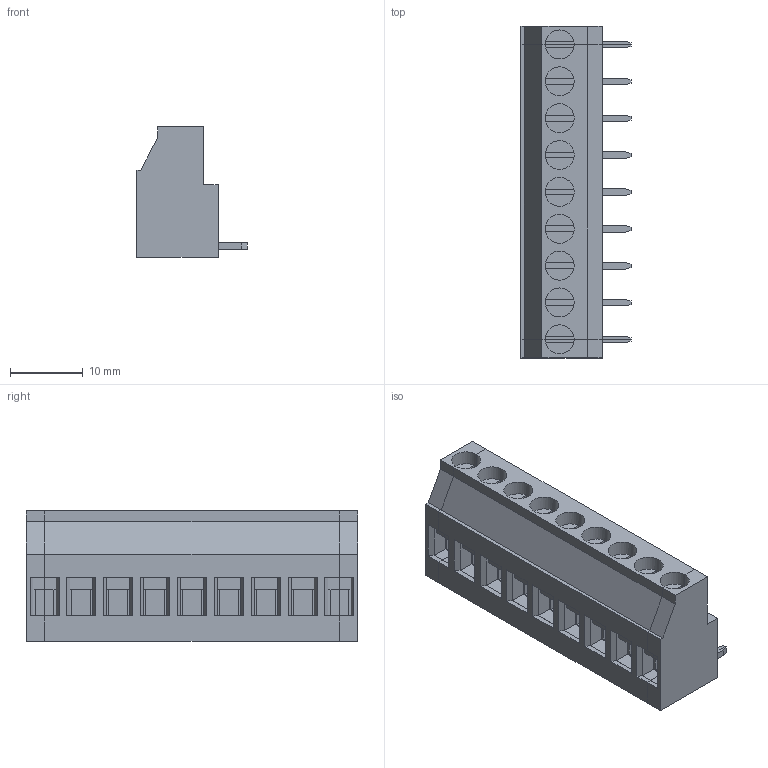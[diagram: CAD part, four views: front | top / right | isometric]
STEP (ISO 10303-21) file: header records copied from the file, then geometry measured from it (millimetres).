
FILE_DESCRIPTION( ( 'Unknown' ), '1' );
FILE_NAME( '691244500009.stp', 'Unknown', ( 'Unknown' ), ( 'Unknown' ), 'PSStep 17.0.49', 'Unknown', ' ' );
FILE_SCHEMA( ( 'AUTOMOTIVE_DESIGN { 1 0 10303 214 1 1 1 1 }' ) );
Length unit declared in the file: millimetre
Products named in the file (4): Assem1; MRT15P5.08SQ_DX; MRT15P5.08SQ_SX; MRT15P5.08SQ_CNT
Assembly tree (3 placements, depth 2):
  Assem1
    MRT15P5.08SQ_DX
    MRT15P5.08SQ_SX
    MRT15P5.08SQ_CNT
Bounding box: 15.2 x 45.72 x 18 mm (x, y, z)
Volume: 6833.6 mm3; surface area: 4979.2 mm2
Topology: 3 solids, 3 shells, 390 faces, 1052 edges, 689 vertices
Faces by surface type: plane 379, cylinder 11
Full cylindrical faces by diameter (mm): 4 x7
Entity records: 15063 total; most frequent: CARTESIAN_POINT 2114, ORIENTED_EDGE 2076, DIRECTION 1877, EDGE_CURVE 1038, LINE 987, VECTOR 987, VERTEX_POINT 682, AXIS2_PLACEMENT_3D 445
